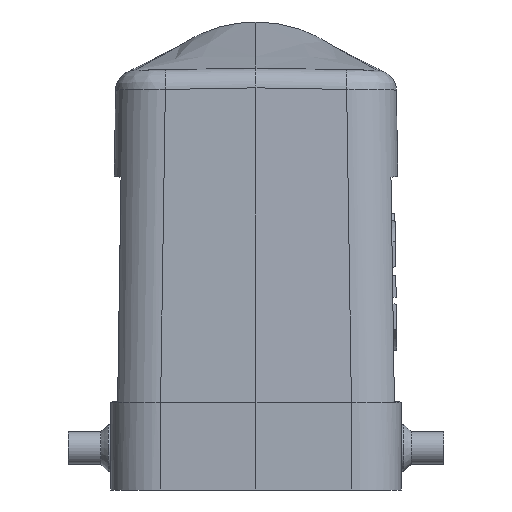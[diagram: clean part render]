
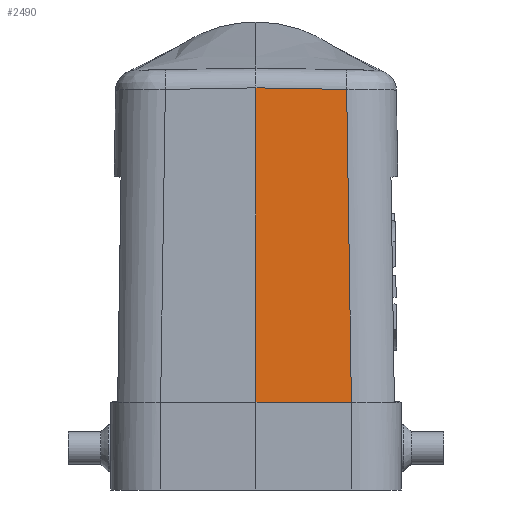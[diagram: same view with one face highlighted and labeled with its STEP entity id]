
A CAD part, left-side view. The second image highlights one B-rep face of the part: STEP entity #2490.
In plain terms, the highlighted planar face has unit normal (-1, -0.018, 0.026).
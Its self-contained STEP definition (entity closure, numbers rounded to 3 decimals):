
#1532=B_SPLINE_CURVE_WITH_KNOTS('',3,(#7577,#7578,#7579,#7580),
 .UNSPECIFIED.,.F.,.F.,(4,4),(0.,1.),.UNSPECIFIED.);
#1889=LINE('',#7573,#2244);
#1892=LINE('',#7584,#2247);
#1893=LINE('',#7586,#2248);
#2244=VECTOR('',#6217,1.);
#2247=VECTOR('',#6226,1.);
#2248=VECTOR('',#6227,1.);
#2490=ADVANCED_FACE('',(#2855),#2709,.F.);
#2709=PLANE('',#5685);
#2855=FACE_OUTER_BOUND('',#3075,.T.);
#3075=EDGE_LOOP('',(#3591,#3592,#3593,#3594));
#3591=ORIENTED_EDGE('',*,*,#4996,.T.);
#3592=ORIENTED_EDGE('',*,*,#5000,.T.);
#3593=ORIENTED_EDGE('',*,*,#5001,.F.);
#3594=ORIENTED_EDGE('',*,*,#4998,.F.);
#4588=VERTEX_POINT('',#7560);
#4590=VERTEX_POINT('',#7572);
#4591=VERTEX_POINT('',#7576);
#4592=VERTEX_POINT('',#7585);
#4996=EDGE_CURVE('',#4588,#4590,#1889,.T.);
#4998=EDGE_CURVE('',#4588,#4591,#1532,.T.);
#5000=EDGE_CURVE('',#4590,#4592,#1892,.T.);
#5001=EDGE_CURVE('',#4591,#4592,#1893,.T.);
#5685=AXIS2_PLACEMENT_3D('',#7587,#6228,#6229);
#6217=DIRECTION('',(0.026,0.015,1.));
#6226=DIRECTION('',(-0.017,1.,0.017));
#6227=DIRECTION('',(0.026,0.,1.));
#6228=DIRECTION('',(1.,0.017,-0.026));
#6229=DIRECTION('',(0.026,0.,1.));
#7560=CARTESIAN_POINT('',(-59.753,-14.132,3.856));
#7572=CARTESIAN_POINT('',(-58.552,-13.431,50.195));
#7573=CARTESIAN_POINT('',(-58.482,-13.39,52.88));
#7576=CARTESIAN_POINT('',(-60.,0.,3.856));
#7577=CARTESIAN_POINT('',(-59.753,-14.132,3.856));
#7578=CARTESIAN_POINT('',(-59.836,-9.421,3.856));
#7579=CARTESIAN_POINT('',(-59.918,-4.711,3.856));
#7580=CARTESIAN_POINT('',(-60.,0.,3.856));
#7584=CARTESIAN_POINT('',(-58.781,0.05,50.43));
#7585=CARTESIAN_POINT('',(-58.78,0.,50.429));
#7586=CARTESIAN_POINT('',(-60.,0.,3.856));
#7587=CARTESIAN_POINT('',(-59.311,0.,30.156));
